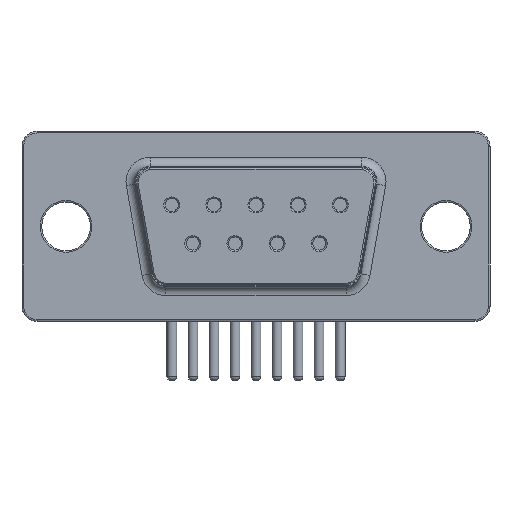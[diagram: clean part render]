
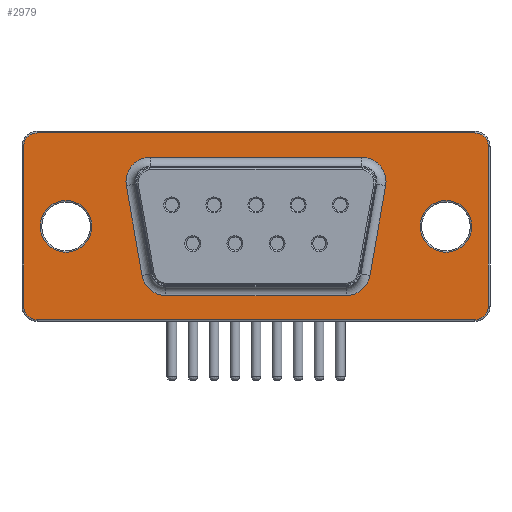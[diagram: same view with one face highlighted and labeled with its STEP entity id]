
A CAD part, front view. The second image highlights one B-rep face of the part: STEP entity #2979.
In plain terms, the highlighted planar face has unit normal (0, -1, 0).
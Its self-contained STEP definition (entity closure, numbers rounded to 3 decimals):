
#2728 = VERTEX_POINT('',#2729);
#2729 = CARTESIAN_POINT('',(9.76,-12.54,1.));
#2738 = VERTEX_POINT('',#2739);
#2739 = CARTESIAN_POINT('',(8.86,-12.54,0.1));
#2746 = EDGE_CURVE('',#2728,#2738,#2747,.T.);
#2747 = CIRCLE('',#2748,0.9);
#2748 = AXIS2_PLACEMENT_3D('',#2749,#2750,#2751);
#2749 = CARTESIAN_POINT('',(8.86,-12.54,1.));
#2750 = DIRECTION('',(0.,1.,0.));
#2751 = DIRECTION('',(1.,0.,0.));
#2762 = EDGE_CURVE('',#2738,#2763,#2765,.T.);
#2763 = VERTEX_POINT('',#2764);
#2764 = CARTESIAN_POINT('',(-19.94,-12.54,0.1));
#2765 = LINE('',#2766,#2767);
#2766 = CARTESIAN_POINT('',(8.86,-12.54,0.1));
#2767 = VECTOR('',#2768,1.);
#2768 = DIRECTION('',(-1.,0.,0.));
#2787 = VERTEX_POINT('',#2788);
#2788 = CARTESIAN_POINT('',(9.76,-12.54,11.5));
#2795 = EDGE_CURVE('',#2787,#2728,#2796,.T.);
#2796 = LINE('',#2797,#2798);
#2797 = CARTESIAN_POINT('',(9.76,-12.54,11.5));
#2798 = VECTOR('',#2799,1.);
#2799 = DIRECTION('',(0.,0.,-1.));
#2814 = VERTEX_POINT('',#2815);
#2815 = CARTESIAN_POINT('',(-20.84,-12.54,1.));
#2822 = EDGE_CURVE('',#2763,#2814,#2823,.T.);
#2823 = CIRCLE('',#2824,0.9);
#2824 = AXIS2_PLACEMENT_3D('',#2825,#2826,#2827);
#2825 = CARTESIAN_POINT('',(-19.94,-12.54,1.));
#2826 = DIRECTION('',(0.,1.,0.));
#2827 = DIRECTION('',(0.,0.,-1.));
#2838 = VERTEX_POINT('',#2839);
#2839 = CARTESIAN_POINT('',(8.86,-12.54,12.4));
#2848 = EDGE_CURVE('',#2838,#2787,#2849,.T.);
#2849 = CIRCLE('',#2850,0.9);
#2850 = AXIS2_PLACEMENT_3D('',#2851,#2852,#2853);
#2851 = CARTESIAN_POINT('',(8.86,-12.54,11.5));
#2852 = DIRECTION('',(0.,1.,0.));
#2853 = DIRECTION('',(0.,0.,1.));
#2864 = EDGE_CURVE('',#2814,#2865,#2867,.T.);
#2865 = VERTEX_POINT('',#2866);
#2866 = CARTESIAN_POINT('',(-20.84,-12.54,11.5));
#2867 = LINE('',#2868,#2869);
#2868 = CARTESIAN_POINT('',(-20.84,-12.54,1.));
#2869 = VECTOR('',#2870,1.);
#2870 = DIRECTION('',(0.,0.,1.));
#2889 = VERTEX_POINT('',#2890);
#2890 = CARTESIAN_POINT('',(-19.94,-12.54,12.4));
#2897 = EDGE_CURVE('',#2889,#2838,#2898,.T.);
#2898 = LINE('',#2899,#2900);
#2899 = CARTESIAN_POINT('',(-19.94,-12.54,12.4));
#2900 = VECTOR('',#2901,1.);
#2901 = DIRECTION('',(1.,0.,0.));
#2916 = EDGE_CURVE('',#2865,#2889,#2917,.T.);
#2917 = CIRCLE('',#2918,0.9);
#2918 = AXIS2_PLACEMENT_3D('',#2919,#2920,#2921);
#2919 = CARTESIAN_POINT('',(-19.94,-12.54,11.5));
#2920 = DIRECTION('',(0.,1.,0.));
#2921 = DIRECTION('',(-1.,0.,0.));
#2932 = VERTEX_POINT('',#2933);
#2933 = CARTESIAN_POINT('',(8.66,-12.54,6.25));
#2942 = EDGE_CURVE('',#2932,#2932,#2943,.T.);
#2943 = CIRCLE('',#2944,1.7);
#2944 = AXIS2_PLACEMENT_3D('',#2945,#2946,#2947);
#2945 = CARTESIAN_POINT('',(6.96,-12.54,6.25));
#2946 = DIRECTION('',(0.,-1.,0.));
#2947 = DIRECTION('',(1.,0.,0.));
#2958 = VERTEX_POINT('',#2959);
#2959 = CARTESIAN_POINT('',(-16.34,-12.54,6.25));
#2968 = EDGE_CURVE('',#2958,#2958,#2969,.T.);
#2969 = CIRCLE('',#2970,1.7);
#2970 = AXIS2_PLACEMENT_3D('',#2971,#2972,#2973);
#2971 = CARTESIAN_POINT('',(-18.04,-12.54,6.25));
#2972 = DIRECTION('',(0.,-1.,0.));
#2973 = DIRECTION('',(1.,0.,0.));
#2979 = ADVANCED_FACE('',(#2980,#3050,#3060,#3063),#3066,.T.);
#2980 = FACE_BOUND('',#2981,.T.);
#2981 = EDGE_LOOP('',(#2982,#2993,#3001,#3010,#3018,#3027,#3035,#3044));
#2982 = ORIENTED_EDGE('',*,*,#2983,.F.);
#2983 = EDGE_CURVE('',#2984,#2986,#2988,.T.);
#2984 = VERTEX_POINT('',#2985);
#2985 = CARTESIAN_POINT('',(-12.499,-12.54,10.8));
#2986 = VERTEX_POINT('',#2987);
#2987 = CARTESIAN_POINT('',(-14.075,-12.54,8.924));
#2988 = CIRCLE('',#2989,1.6);
#2989 = AXIS2_PLACEMENT_3D('',#2990,#2991,#2992);
#2990 = CARTESIAN_POINT('',(-12.499,-12.54,9.2));
#2991 = DIRECTION('',(0.,-1.,0.));
#2992 = DIRECTION('',(0.,0.,1.));
#2993 = ORIENTED_EDGE('',*,*,#2994,.F.);
#2994 = EDGE_CURVE('',#2995,#2984,#2997,.T.);
#2995 = VERTEX_POINT('',#2996);
#2996 = CARTESIAN_POINT('',(1.419,-12.54,10.8));
#2997 = LINE('',#2998,#2999);
#2998 = CARTESIAN_POINT('',(1.419,-12.54,10.8));
#2999 = VECTOR('',#3000,1.);
#3000 = DIRECTION('',(-1.,0.,0.));
#3001 = ORIENTED_EDGE('',*,*,#3002,.F.);
#3002 = EDGE_CURVE('',#3003,#2995,#3005,.T.);
#3003 = VERTEX_POINT('',#3004);
#3004 = CARTESIAN_POINT('',(2.995,-12.54,8.924));
#3005 = CIRCLE('',#3006,1.6);
#3006 = AXIS2_PLACEMENT_3D('',#3007,#3008,#3009);
#3007 = CARTESIAN_POINT('',(1.419,-12.54,9.2));
#3008 = DIRECTION('',(0.,-1.,0.));
#3009 = DIRECTION('',(0.985,0.,
-0.173));
#3010 = ORIENTED_EDGE('',*,*,#3011,.F.);
#3011 = EDGE_CURVE('',#3012,#3003,#3014,.T.);
#3012 = VERTEX_POINT('',#3013);
#3013 = CARTESIAN_POINT('',(1.961,-12.54,3.024));
#3014 = LINE('',#3015,#3016);
#3015 = CARTESIAN_POINT('',(1.961,-12.54,3.024));
#3016 = VECTOR('',#3017,1.);
#3017 = DIRECTION('',(0.173,0.,0.985)
);
#3018 = ORIENTED_EDGE('',*,*,#3019,.F.);
#3019 = EDGE_CURVE('',#3020,#3012,#3022,.T.);
#3020 = VERTEX_POINT('',#3021);
#3021 = CARTESIAN_POINT('',(0.385,-12.54,1.7));
#3022 = CIRCLE('',#3023,1.6);
#3023 = AXIS2_PLACEMENT_3D('',#3024,#3025,#3026);
#3024 = CARTESIAN_POINT('',(0.385,-12.54,3.3));
#3025 = DIRECTION('',(0.,-1.,0.));
#3026 = DIRECTION('',(0.,0.,-1.));
#3027 = ORIENTED_EDGE('',*,*,#3028,.F.);
#3028 = EDGE_CURVE('',#3029,#3020,#3031,.T.);
#3029 = VERTEX_POINT('',#3030);
#3030 = CARTESIAN_POINT('',(-11.465,-12.54,1.7));
#3031 = LINE('',#3032,#3033);
#3032 = CARTESIAN_POINT('',(-11.465,-12.54,1.7));
#3033 = VECTOR('',#3034,1.);
#3034 = DIRECTION('',(1.,0.,0.));
#3035 = ORIENTED_EDGE('',*,*,#3036,.F.);
#3036 = EDGE_CURVE('',#3037,#3029,#3039,.T.);
#3037 = VERTEX_POINT('',#3038);
#3038 = CARTESIAN_POINT('',(-13.041,-12.54,3.024));
#3039 = CIRCLE('',#3040,1.6);
#3040 = AXIS2_PLACEMENT_3D('',#3041,#3042,#3043);
#3041 = CARTESIAN_POINT('',(-11.465,-12.54,3.3));
#3042 = DIRECTION('',(0.,-1.,0.));
#3043 = DIRECTION('',(-0.985,0.,
-0.173));
#3044 = ORIENTED_EDGE('',*,*,#3045,.F.);
#3045 = EDGE_CURVE('',#2986,#3037,#3046,.T.);
#3046 = LINE('',#3047,#3048);
#3047 = CARTESIAN_POINT('',(-14.075,-12.54,8.924));
#3048 = VECTOR('',#3049,1.);
#3049 = DIRECTION('',(0.173,0.,
-0.985));
#3050 = FACE_BOUND('',#3051,.T.);
#3051 = EDGE_LOOP('',(#3052,#3053,#3054,#3055,#3056,#3057,#3058,#3059));
#3052 = ORIENTED_EDGE('',*,*,#2822,.F.);
#3053 = ORIENTED_EDGE('',*,*,#2762,.F.);
#3054 = ORIENTED_EDGE('',*,*,#2746,.F.);
#3055 = ORIENTED_EDGE('',*,*,#2795,.F.);
#3056 = ORIENTED_EDGE('',*,*,#2848,.F.);
#3057 = ORIENTED_EDGE('',*,*,#2897,.F.);
#3058 = ORIENTED_EDGE('',*,*,#2916,.F.);
#3059 = ORIENTED_EDGE('',*,*,#2864,.F.);
#3060 = FACE_BOUND('',#3061,.T.);
#3061 = EDGE_LOOP('',(#3062));
#3062 = ORIENTED_EDGE('',*,*,#2942,.F.);
#3063 = FACE_BOUND('',#3064,.T.);
#3064 = EDGE_LOOP('',(#3065));
#3065 = ORIENTED_EDGE('',*,*,#2968,.F.);
#3066 = PLANE('',#3067);
#3067 = AXIS2_PLACEMENT_3D('',#3068,#3069,#3070);
#3068 = CARTESIAN_POINT('',(-5.54,-12.54,6.25));
#3069 = DIRECTION('',(0.,-1.,0.));
#3070 = DIRECTION('',(1.,0.,0.));
